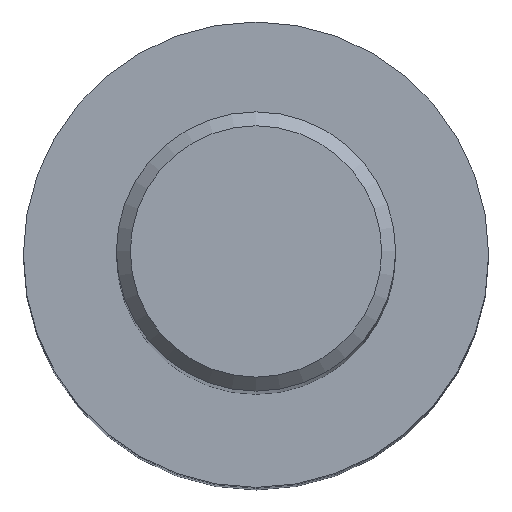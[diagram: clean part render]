
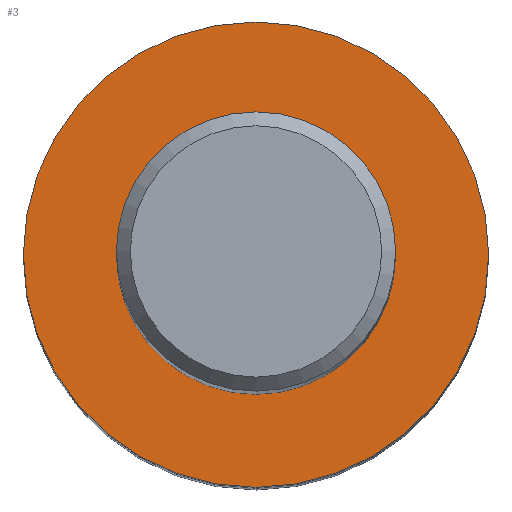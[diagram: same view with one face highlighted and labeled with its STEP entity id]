
A CAD part, top view. The second image highlights one B-rep face of the part: STEP entity #3.
In plain terms, the highlighted free-form (B-spline) face has degree [1, 1] with [2, 2] control points.
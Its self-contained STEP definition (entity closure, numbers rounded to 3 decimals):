
#3 = ADVANCED_FACE('', (#4, #15), #26, .T.);
#4 = FACE_OUTER_BOUND('', #5, .T.);
#5 = EDGE_LOOP('', (#6));
#6 = ORIENTED_EDGE('', *, *, #7, .F.);
#7 = EDGE_CURVE('', #8, #8, #10, .T.);
#8 = VERTEX_POINT('', #9);
#9 = CARTESIAN_POINT('', (-5., 0., -40.));
#10 = CIRCLE('', #11, 5.);
#11 = AXIS2_PLACEMENT_3D('', #12, #13, #14);
#12 = CARTESIAN_POINT('', (0., 0., -40.));
#13 = DIRECTION('', (0., 0., -1.));
#14 = DIRECTION('', (-1., 0., 0.));
#15 = FACE_BOUND('', #16, .T.);
#16 = EDGE_LOOP('', (#17));
#17 = ORIENTED_EDGE('', *, *, #18, .T.);
#18 = EDGE_CURVE('', #19, #19, #21, .T.);
#19 = VERTEX_POINT('', #20);
#20 = CARTESIAN_POINT('', (-3., 0., -40.));
#21 = CIRCLE('', #22, 3.);
#22 = AXIS2_PLACEMENT_3D('', #23, #24, #25);
#23 = CARTESIAN_POINT('', (0., 0., -40.));
#24 = DIRECTION('', (0., 0., -1.));
#25 = DIRECTION('', (-1., 0., 0.));
#26 = B_SPLINE_SURFACE_WITH_KNOTS('', 1, 1, ((#27, #28), (#29, #30)), .UNSPECIFIED., .F., .F., .U., (2, 2), (2, 2), (2.778, 12.778), (2.778, 12.778), .UNSPECIFIED.);
#27 = CARTESIAN_POINT('', (5., -5., -40.));
#28 = CARTESIAN_POINT('', (-5., -5., -40.));
#29 = CARTESIAN_POINT('', (5., 5., -40.));
#30 = CARTESIAN_POINT('', (-5., 5., -40.));
